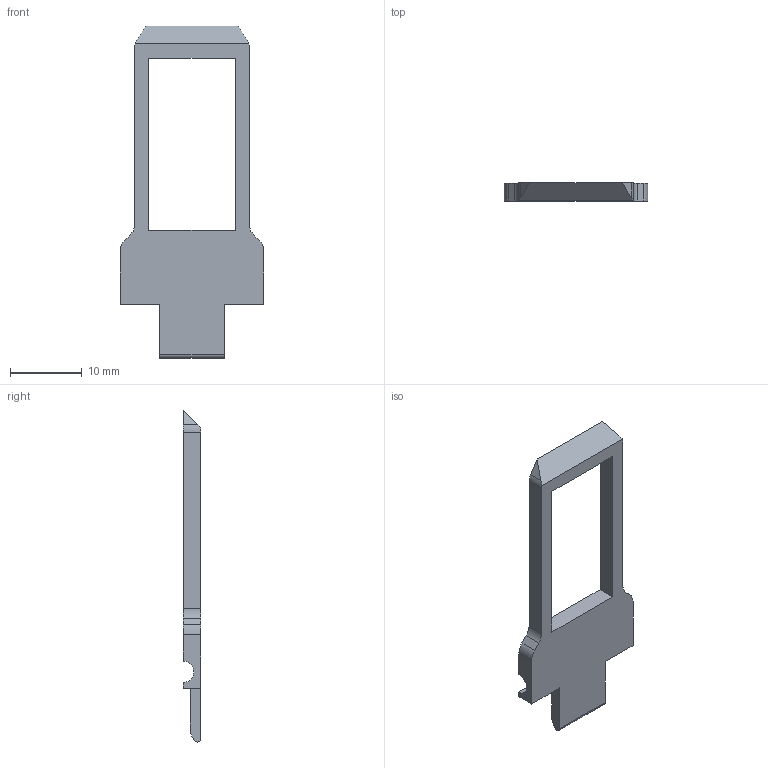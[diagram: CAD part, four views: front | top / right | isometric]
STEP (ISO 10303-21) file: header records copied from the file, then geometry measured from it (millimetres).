
FILE_DESCRIPTION (( 'STEP AP214' ), '1' );
FILE_NAME ('GELEIDER_ONDER.STEP', '2026-01-14T12:46:53', ( '' ), ( '' ), 'SwSTEP 2.0', 'SolidWorks 2025', '' );
FILE_SCHEMA (( 'AUTOMOTIVE_DESIGN' ));
Length unit declared in the file: millimetre
Products named in the file (1): GELEIDER_ONDER
Bounding box: 20 x 2.5 x 46.27 mm (x, y, z)
Volume: 897 mm3; surface area: 1344.7 mm2
Topology: 1 solids, 1 shells, 31 faces, 87 edges, 58 vertices
Faces by surface type: plane 21, cylinder 10
Entity records: 1028 total; most frequent: CARTESIAN_POINT 183, ORIENTED_EDGE 174, DIRECTION 169, EDGE_CURVE 87, VECTOR 65, LINE 65, VERTEX_POINT 58, AXIS2_PLACEMENT_3D 52
